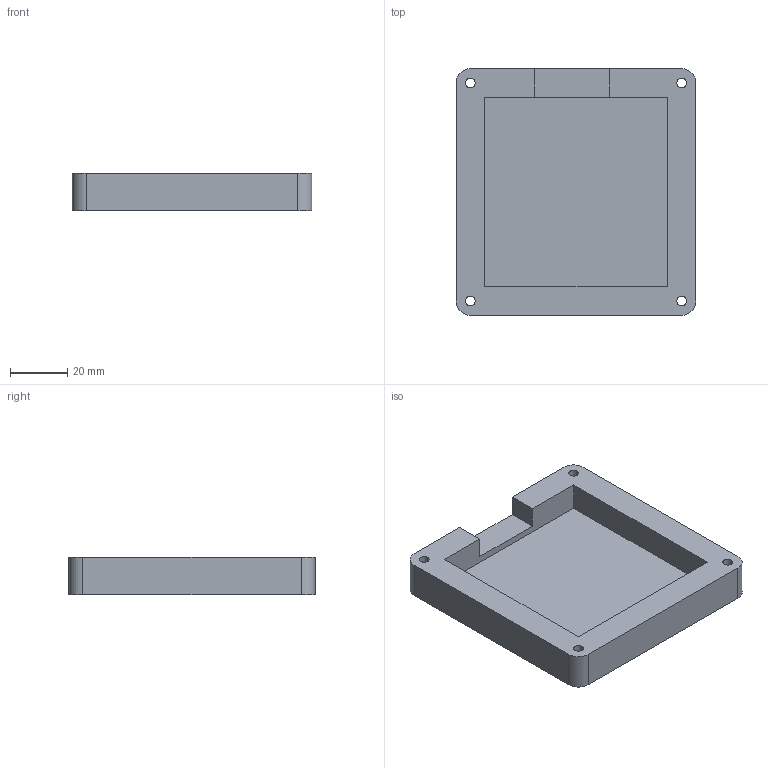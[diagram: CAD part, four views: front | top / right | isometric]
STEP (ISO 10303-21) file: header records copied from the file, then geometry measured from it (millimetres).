
FILE_DESCRIPTION (( 'STEP AP203' ), '1' );
FILE_NAME ('Part1.STEP', '2025-07-19T21:09:50', ( '' ), ( '' ), 'SwSTEP 2.0', 'SolidWorks 2024', '' );
FILE_SCHEMA (( 'CONFIG_CONTROL_DESIGN' ));
Length unit declared in the file: millimetre
Products named in the file (1): Part1
Bounding box: 83.89 x 86.28 x 13 mm (x, y, z)
Volume: 48745.4 mm3; surface area: 21731.8 mm2
Topology: 1 solids, 1 shells, 233 faces, 624 edges, 416 vertices
Faces by surface type: plane 108, bspline 105, cylinder 20
Entity records: 11413 total; most frequent: CARTESIAN_POINT 6171, ORIENTED_EDGE 1248, DIRECTION 712, EDGE_CURVE 624, VERTEX_POINT 416, LINE 374, VECTOR 374, EDGE_LOOP 264
